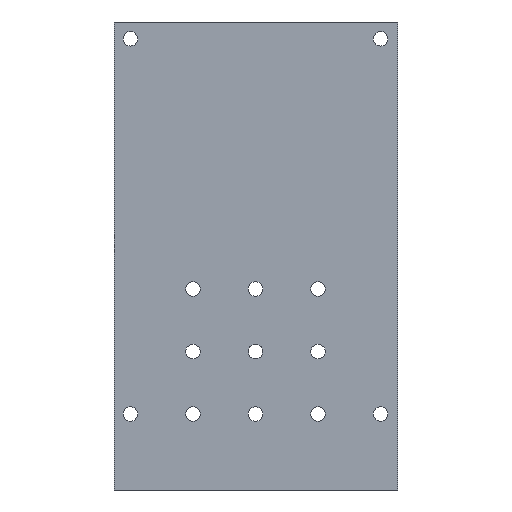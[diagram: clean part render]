
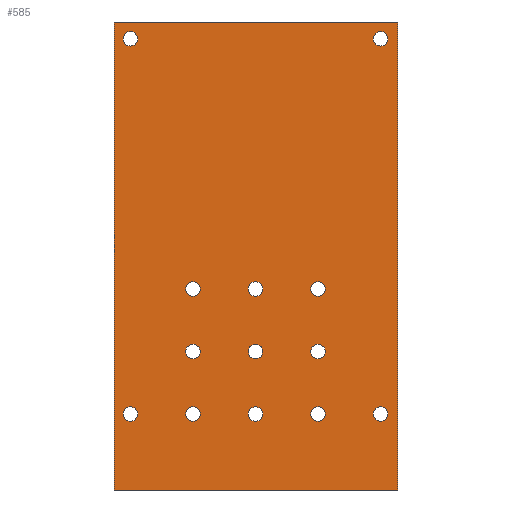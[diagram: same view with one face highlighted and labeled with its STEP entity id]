
A CAD part, front view. The second image highlights one B-rep face of the part: STEP entity #585.
In plain terms, the highlighted planar face has unit normal (0, -1, 0).
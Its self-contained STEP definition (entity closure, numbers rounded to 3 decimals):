
#41=CIRCLE('',#633,2.95);
#42=CIRCLE('',#635,2.95);
#43=CIRCLE('',#637,2.95);
#44=CIRCLE('',#639,2.95);
#45=CIRCLE('',#641,2.95);
#46=CIRCLE('',#643,2.95);
#47=CIRCLE('',#645,2.95);
#48=CIRCLE('',#647,2.95);
#49=CIRCLE('',#649,2.95);
#50=CIRCLE('',#651,2.95);
#51=CIRCLE('',#653,2.95);
#52=CIRCLE('',#655,2.95);
#53=CIRCLE('',#657,2.95);
#69=FACE_BOUND('',#155,.T.);
#70=FACE_BOUND('',#156,.T.);
#71=FACE_BOUND('',#157,.T.);
#72=FACE_BOUND('',#158,.T.);
#73=FACE_BOUND('',#159,.T.);
#74=FACE_BOUND('',#160,.T.);
#75=FACE_BOUND('',#161,.T.);
#76=FACE_BOUND('',#162,.T.);
#77=FACE_BOUND('',#163,.T.);
#78=FACE_BOUND('',#164,.T.);
#79=FACE_BOUND('',#165,.T.);
#80=FACE_BOUND('',#166,.T.);
#81=FACE_BOUND('',#167,.T.);
#110=FACE_OUTER_BOUND('',#154,.T.);
#154=EDGE_LOOP('',(#524,#525,#526,#527));
#155=EDGE_LOOP('',(#528));
#156=EDGE_LOOP('',(#529));
#157=EDGE_LOOP('',(#530));
#158=EDGE_LOOP('',(#531));
#159=EDGE_LOOP('',(#532));
#160=EDGE_LOOP('',(#533));
#161=EDGE_LOOP('',(#534));
#162=EDGE_LOOP('',(#535));
#163=EDGE_LOOP('',(#536));
#164=EDGE_LOOP('',(#537));
#165=EDGE_LOOP('',(#538));
#166=EDGE_LOOP('',(#539));
#167=EDGE_LOOP('',(#540));
#209=LINE('',#965,#258);
#212=LINE('',#970,#261);
#214=LINE('',#974,#263);
#216=LINE('',#977,#265);
#258=VECTOR('',#807,10.);
#261=VECTOR('',#812,10.);
#263=VECTOR('',#816,10.);
#265=VECTOR('',#820,10.);
#299=VERTEX_POINT('',#911);
#300=VERTEX_POINT('',#915);
#301=VERTEX_POINT('',#919);
#302=VERTEX_POINT('',#923);
#303=VERTEX_POINT('',#927);
#304=VERTEX_POINT('',#931);
#305=VERTEX_POINT('',#935);
#306=VERTEX_POINT('',#939);
#307=VERTEX_POINT('',#943);
#308=VERTEX_POINT('',#947);
#309=VERTEX_POINT('',#951);
#310=VERTEX_POINT('',#955);
#311=VERTEX_POINT('',#959);
#312=VERTEX_POINT('',#963);
#313=VERTEX_POINT('',#964);
#314=VERTEX_POINT('',#969);
#315=VERTEX_POINT('',#973);
#357=EDGE_CURVE('',#299,#299,#41,.T.);
#359=EDGE_CURVE('',#300,#300,#42,.T.);
#361=EDGE_CURVE('',#301,#301,#43,.T.);
#363=EDGE_CURVE('',#302,#302,#44,.T.);
#365=EDGE_CURVE('',#303,#303,#45,.T.);
#367=EDGE_CURVE('',#304,#304,#46,.T.);
#369=EDGE_CURVE('',#305,#305,#47,.T.);
#371=EDGE_CURVE('',#306,#306,#48,.T.);
#373=EDGE_CURVE('',#307,#307,#49,.T.);
#375=EDGE_CURVE('',#308,#308,#50,.T.);
#377=EDGE_CURVE('',#309,#309,#51,.T.);
#379=EDGE_CURVE('',#310,#310,#52,.T.);
#382=EDGE_CURVE('',#311,#311,#53,.T.);
#383=EDGE_CURVE('',#312,#313,#209,.T.);
#386=EDGE_CURVE('',#314,#312,#212,.T.);
#388=EDGE_CURVE('',#315,#314,#214,.T.);
#390=EDGE_CURVE('',#313,#315,#216,.T.);
#524=ORIENTED_EDGE('',*,*,#390,.F.);
#525=ORIENTED_EDGE('',*,*,#383,.F.);
#526=ORIENTED_EDGE('',*,*,#386,.F.);
#527=ORIENTED_EDGE('',*,*,#388,.F.);
#528=ORIENTED_EDGE('',*,*,#357,.T.);
#529=ORIENTED_EDGE('',*,*,#359,.T.);
#530=ORIENTED_EDGE('',*,*,#361,.T.);
#531=ORIENTED_EDGE('',*,*,#363,.T.);
#532=ORIENTED_EDGE('',*,*,#365,.T.);
#533=ORIENTED_EDGE('',*,*,#367,.T.);
#534=ORIENTED_EDGE('',*,*,#369,.T.);
#535=ORIENTED_EDGE('',*,*,#371,.T.);
#536=ORIENTED_EDGE('',*,*,#373,.T.);
#537=ORIENTED_EDGE('',*,*,#375,.T.);
#538=ORIENTED_EDGE('',*,*,#377,.T.);
#539=ORIENTED_EDGE('',*,*,#379,.T.);
#540=ORIENTED_EDGE('',*,*,#382,.F.);
#556=PLANE('',#663);
#585=ADVANCED_FACE('',(#110,#69,#70,#71,#72,#73,#74,#75,#76,#77,#78,#79,
#80,#81),#556,.F.);
#633=AXIS2_PLACEMENT_3D('',#912,#742,#743);
#635=AXIS2_PLACEMENT_3D('',#916,#747,#748);
#637=AXIS2_PLACEMENT_3D('',#920,#752,#753);
#639=AXIS2_PLACEMENT_3D('',#924,#757,#758);
#641=AXIS2_PLACEMENT_3D('',#928,#762,#763);
#643=AXIS2_PLACEMENT_3D('',#932,#767,#768);
#645=AXIS2_PLACEMENT_3D('',#936,#772,#773);
#647=AXIS2_PLACEMENT_3D('',#940,#777,#778);
#649=AXIS2_PLACEMENT_3D('',#944,#782,#783);
#651=AXIS2_PLACEMENT_3D('',#948,#787,#788);
#653=AXIS2_PLACEMENT_3D('',#952,#792,#793);
#655=AXIS2_PLACEMENT_3D('',#956,#797,#798);
#657=AXIS2_PLACEMENT_3D('',#961,#803,#804);
#663=AXIS2_PLACEMENT_3D('',#979,#823,#824);
#742=DIRECTION('center_axis',(0.,1.,0.));
#743=DIRECTION('ref_axis',(-1.,0.,0.));
#747=DIRECTION('center_axis',(0.,1.,0.));
#748=DIRECTION('ref_axis',(-1.,0.,0.));
#752=DIRECTION('center_axis',(0.,1.,0.));
#753=DIRECTION('ref_axis',(-1.,0.,0.));
#757=DIRECTION('center_axis',(0.,1.,0.));
#758=DIRECTION('ref_axis',(-1.,0.,0.));
#762=DIRECTION('center_axis',(0.,1.,0.));
#763=DIRECTION('ref_axis',(-1.,0.,0.));
#767=DIRECTION('center_axis',(0.,1.,0.));
#768=DIRECTION('ref_axis',(-1.,0.,0.));
#772=DIRECTION('center_axis',(0.,1.,0.));
#773=DIRECTION('ref_axis',(-1.,0.,0.));
#777=DIRECTION('center_axis',(0.,1.,0.));
#778=DIRECTION('ref_axis',(-1.,0.,0.));
#782=DIRECTION('center_axis',(0.,1.,0.));
#783=DIRECTION('ref_axis',(-1.,0.,0.));
#787=DIRECTION('center_axis',(0.,1.,0.));
#788=DIRECTION('ref_axis',(-1.,0.,0.));
#792=DIRECTION('center_axis',(0.,1.,0.));
#793=DIRECTION('ref_axis',(-1.,0.,0.));
#797=DIRECTION('center_axis',(0.,1.,0.));
#798=DIRECTION('ref_axis',(-1.,0.,0.));
#803=DIRECTION('center_axis',(0.,-1.,0.));
#804=DIRECTION('ref_axis',(1.,0.,0.));
#807=DIRECTION('',(1.,0.,0.));
#812=DIRECTION('',(0.,0.,1.));
#816=DIRECTION('',(-1.,0.,0.));
#820=DIRECTION('',(0.,0.,-1.));
#823=DIRECTION('center_axis',(0.,1.,0.));
#824=DIRECTION('ref_axis',(0.,0.,1.));
#911=CARTESIAN_POINT('',(111.05,0.,-6.8));
#912=CARTESIAN_POINT('Origin',(108.1,0.,-6.8));
#915=CARTESIAN_POINT('',(9.45,0.,-159.2));
#916=CARTESIAN_POINT('Origin',(6.5,0.,-159.2));
#919=CARTESIAN_POINT('',(111.05,0.,-159.2));
#920=CARTESIAN_POINT('Origin',(108.1,0.,-159.2));
#923=CARTESIAN_POINT('',(85.65,0.,-159.2));
#924=CARTESIAN_POINT('Origin',(82.7,0.,-159.2));
#927=CARTESIAN_POINT('',(34.85,0.,-108.4));
#928=CARTESIAN_POINT('Origin',(31.9,0.,-108.4));
#931=CARTESIAN_POINT('',(34.85,0.,-133.8));
#932=CARTESIAN_POINT('Origin',(31.9,0.,-133.8));
#935=CARTESIAN_POINT('',(60.25,0.,-159.2));
#936=CARTESIAN_POINT('Origin',(57.3,0.,-159.2));
#939=CARTESIAN_POINT('',(85.65,0.,-133.8));
#940=CARTESIAN_POINT('Origin',(82.7,0.,-133.8));
#943=CARTESIAN_POINT('',(60.25,0.,-108.4));
#944=CARTESIAN_POINT('Origin',(57.3,0.,-108.4));
#947=CARTESIAN_POINT('',(34.85,0.,-159.2));
#948=CARTESIAN_POINT('Origin',(31.9,0.,-159.2));
#951=CARTESIAN_POINT('',(60.25,0.,-133.8));
#952=CARTESIAN_POINT('Origin',(57.3,0.,-133.8));
#955=CARTESIAN_POINT('',(85.65,0.,-108.4));
#956=CARTESIAN_POINT('Origin',(82.7,0.,-108.4));
#959=CARTESIAN_POINT('',(3.55,0.,-6.8));
#961=CARTESIAN_POINT('Origin',(6.5,0.,-6.8));
#963=CARTESIAN_POINT('',(0.,0.,0.));
#964=CARTESIAN_POINT('',(115.,0.,0.));
#965=CARTESIAN_POINT('',(0.,0.,0.));
#969=CARTESIAN_POINT('',(0.,0.,-190.));
#970=CARTESIAN_POINT('',(0.,0.,-190.));
#973=CARTESIAN_POINT('',(115.,0.,-190.));
#974=CARTESIAN_POINT('',(115.,0.,-190.));
#977=CARTESIAN_POINT('',(115.,0.,0.));
#979=CARTESIAN_POINT('Origin',(57.5,0.,-95.));
